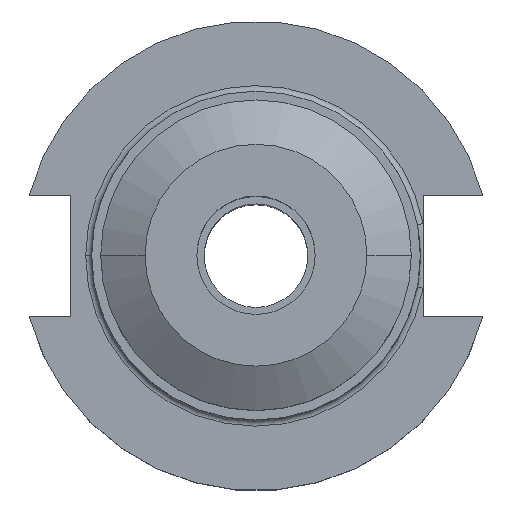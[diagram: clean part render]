
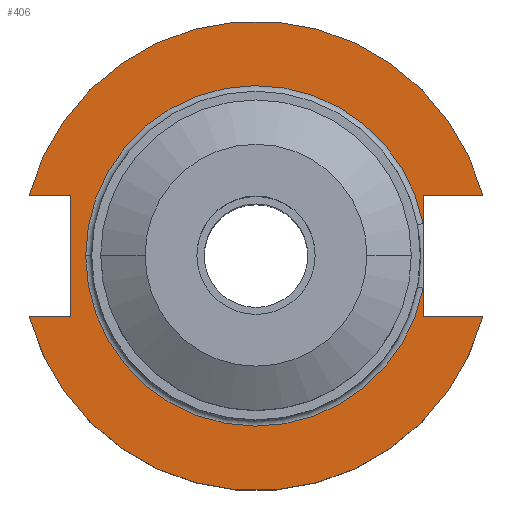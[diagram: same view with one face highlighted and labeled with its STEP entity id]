
A CAD part, top view. The second image highlights one B-rep face of the part: STEP entity #406.
In plain terms, the highlighted planar face has unit normal (0, 0, 1).
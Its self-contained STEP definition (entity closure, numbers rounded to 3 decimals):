
#17 = VERTEX_POINT ( 'NONE', #505 ) ;
#64 = AXIS2_PLACEMENT_3D ( 'NONE', #707, #1847, #991 ) ;
#80 = VECTOR ( 'NONE', #690, 1000. ) ;
#87 = VERTEX_POINT ( 'NONE', #1061 ) ;
#112 = DIRECTION ( 'NONE',  ( 1., 0., 0. ) ) ;
#128 = ORIENTED_EDGE ( 'NONE', *, *, #646, .T. ) ;
#129 = VERTEX_POINT ( 'NONE', #580 ) ;
#165 = VECTOR ( 'NONE', #1828, 1000. ) ;
#189 = LINE ( 'NONE', #936, #1656 ) ;
#220 = DIRECTION ( 'NONE',  ( 1., 0., 0. ) ) ;
#259 = LINE ( 'NONE', #966, #165 ) ;
#302 = CARTESIAN_POINT ( 'NONE',  ( -25.091, 8.191, 19.05 ) ) ;
#328 = DIRECTION ( 'NONE',  ( 1., 0., 0. ) ) ;
#333 = VERTEX_POINT ( 'NONE', #356 ) ;
#352 = VECTOR ( 'NONE', #472, 1000. ) ;
#356 = CARTESIAN_POINT ( 'NONE',  ( 22.606, -4.373, 19.05 ) ) ;
#361 = VERTEX_POINT ( 'NONE', #1412 ) ;
#388 = CARTESIAN_POINT ( 'NONE',  ( 0., -8.191, 19.05 ) ) ;
#393 = EDGE_CURVE ( 'NONE', #361, #87, #1612, .T. ) ;
#399 = LINE ( 'NONE', #1747, #352 ) ;
#406 = ADVANCED_FACE ( 'NONE', ( #1193 ), #567, .F. ) ;
#429 = VECTOR ( 'NONE', #1339, 1000. ) ;
#472 = DIRECTION ( 'NONE',  ( 0., 1., 0. ) ) ;
#474 = VECTOR ( 'NONE', #112, 1000. ) ;
#486 = EDGE_CURVE ( 'NONE', #660, #333, #399, .T. ) ;
#505 = CARTESIAN_POINT ( 'NONE',  ( 30.675, -8.191, 19.05 ) ) ;
#506 = CARTESIAN_POINT ( 'NONE',  ( -25.091, -8.191, 19.05 ) ) ;
#522 = ORIENTED_EDGE ( 'NONE', *, *, #486, .T. ) ;
#555 = CARTESIAN_POINT ( 'NONE',  ( 22.606, -8.191, 19.05 ) ) ;
#567 = PLANE ( 'NONE',  #64 ) ;
#570 = EDGE_LOOP ( 'NONE', ( #522, #1345, #1262, #128, #1780, #1109, #1634, #990, #1550, #845, #1504 ) ) ;
#571 = EDGE_CURVE ( 'NONE', #129, #835, #259, .T. ) ;
#580 = CARTESIAN_POINT ( 'NONE',  ( -30.675, -8.191, 19.05 ) ) ;
#609 = EDGE_CURVE ( 'NONE', #1755, #681, #924, .T. ) ;
#630 = DIRECTION ( 'NONE',  ( 0., 0., -1. ) ) ;
#632 = LINE ( 'NONE', #772, #965 ) ;
#646 = EDGE_CURVE ( 'NONE', #87, #1281, #1586, .T. ) ;
#660 = VERTEX_POINT ( 'NONE', #555 ) ;
#681 = VERTEX_POINT ( 'NONE', #866 ) ;
#687 = CARTESIAN_POINT ( 'NONE',  ( 0., 0., 19.05 ) ) ;
#690 = DIRECTION ( 'NONE',  ( 0., 1., 0. ) ) ;
#707 = CARTESIAN_POINT ( 'NONE',  ( 0., 22.225, 19.05 ) ) ;
#710 = CARTESIAN_POINT ( 'NONE',  ( 0., 0., 19.05 ) ) ;
#772 = CARTESIAN_POINT ( 'NONE',  ( -61.091, 8.191, 19.05 ) ) ;
#813 = DIRECTION ( 'NONE',  ( 1., 0., 0. ) ) ;
#823 = EDGE_CURVE ( 'NONE', #129, #17, #1275, .T. ) ;
#835 = VERTEX_POINT ( 'NONE', #506 ) ;
#845 = ORIENTED_EDGE ( 'NONE', *, *, #823, .T. ) ;
#849 = DIRECTION ( 'NONE',  ( -1., 0., 0. ) ) ;
#866 = CARTESIAN_POINT ( 'NONE',  ( -30.675, 8.191, 19.05 ) ) ;
#883 = AXIS2_PLACEMENT_3D ( 'NONE', #1032, #1732, #328 ) ;
#924 = CIRCLE ( 'NONE', #1007, 31.75 ) ;
#936 = CARTESIAN_POINT ( 'NONE',  ( 0., 8.191, 19.05 ) ) ;
#958 = EDGE_CURVE ( 'NONE', #333, #361, #1769, .T. ) ;
#965 = VECTOR ( 'NONE', #220, 1000. ) ;
#966 = CARTESIAN_POINT ( 'NONE',  ( -61.091, -8.191, 19.05 ) ) ;
#986 = EDGE_CURVE ( 'NONE', #681, #1220, #632, .T. ) ;
#990 = ORIENTED_EDGE ( 'NONE', *, *, #1559, .T. ) ;
#991 = DIRECTION ( 'NONE',  ( -1., 0., 0. ) ) ;
#1007 = AXIS2_PLACEMENT_3D ( 'NONE', #687, #1681, #813 ) ;
#1024 = DIRECTION ( 'NONE',  ( -1., 0., 0. ) ) ;
#1030 = CARTESIAN_POINT ( 'NONE',  ( 22.606, 8.191, 19.05 ) ) ;
#1032 = CARTESIAN_POINT ( 'NONE',  ( 0., 0., 19.05 ) ) ;
#1061 = CARTESIAN_POINT ( 'NONE',  ( 22.606, 4.373, 19.05 ) ) ;
#1080 = CARTESIAN_POINT ( 'NONE',  ( 30.675, 8.191, 19.05 ) ) ;
#1109 = ORIENTED_EDGE ( 'NONE', *, *, #609, .T. ) ;
#1193 = FACE_OUTER_BOUND ( 'NONE', #570, .T. ) ;
#1220 = VERTEX_POINT ( 'NONE', #302 ) ;
#1262 = ORIENTED_EDGE ( 'NONE', *, *, #393, .T. ) ;
#1271 = LINE ( 'NONE', #388, #474 ) ;
#1275 = CIRCLE ( 'NONE', #883, 31.75 ) ;
#1281 = VERTEX_POINT ( 'NONE', #1030 ) ;
#1339 = DIRECTION ( 'NONE',  ( 0., -1., 0. ) ) ;
#1345 = ORIENTED_EDGE ( 'NONE', *, *, #958, .T. ) ;
#1412 = CARTESIAN_POINT ( 'NONE',  ( -23.025, 0., 19.05 ) ) ;
#1428 = AXIS2_PLACEMENT_3D ( 'NONE', #710, #1702, #849 ) ;
#1504 = ORIENTED_EDGE ( 'NONE', *, *, #1533, .F. ) ;
#1513 = EDGE_CURVE ( 'NONE', #1755, #1281, #189, .T. ) ;
#1523 = DIRECTION ( 'NONE',  ( -1., 0., 0. ) ) ;
#1533 = EDGE_CURVE ( 'NONE', #660, #17, #1271, .T. ) ;
#1550 = ORIENTED_EDGE ( 'NONE', *, *, #571, .F. ) ;
#1559 = EDGE_CURVE ( 'NONE', #1220, #835, #1562, .T. ) ;
#1562 = LINE ( 'NONE', #1628, #429 ) ;
#1586 = LINE ( 'NONE', #1818, #80 ) ;
#1612 = CIRCLE ( 'NONE', #1428, 23.025 ) ;
#1627 = CARTESIAN_POINT ( 'NONE',  ( 0., 0., 19.05 ) ) ;
#1628 = CARTESIAN_POINT ( 'NONE',  ( -25.091, 8.191, 19.05 ) ) ;
#1634 = ORIENTED_EDGE ( 'NONE', *, *, #986, .T. ) ;
#1656 = VECTOR ( 'NONE', #1523, 1000. ) ;
#1681 = DIRECTION ( 'NONE',  ( 0., 0., 1. ) ) ;
#1702 = DIRECTION ( 'NONE',  ( 0., 0., -1. ) ) ;
#1732 = DIRECTION ( 'NONE',  ( 0., 0., 1. ) ) ;
#1739 = AXIS2_PLACEMENT_3D ( 'NONE', #1627, #630, #1024 ) ;
#1747 = CARTESIAN_POINT ( 'NONE',  ( 22.606, 22.225, 19.05 ) ) ;
#1755 = VERTEX_POINT ( 'NONE', #1080 ) ;
#1769 = CIRCLE ( 'NONE', #1739, 23.025 ) ;
#1780 = ORIENTED_EDGE ( 'NONE', *, *, #1513, .F. ) ;
#1818 = CARTESIAN_POINT ( 'NONE',  ( 22.606, 22.225, 19.05 ) ) ;
#1828 = DIRECTION ( 'NONE',  ( 1., 0., 0. ) ) ;
#1847 = DIRECTION ( 'NONE',  ( 0., 0., -1. ) ) ;
